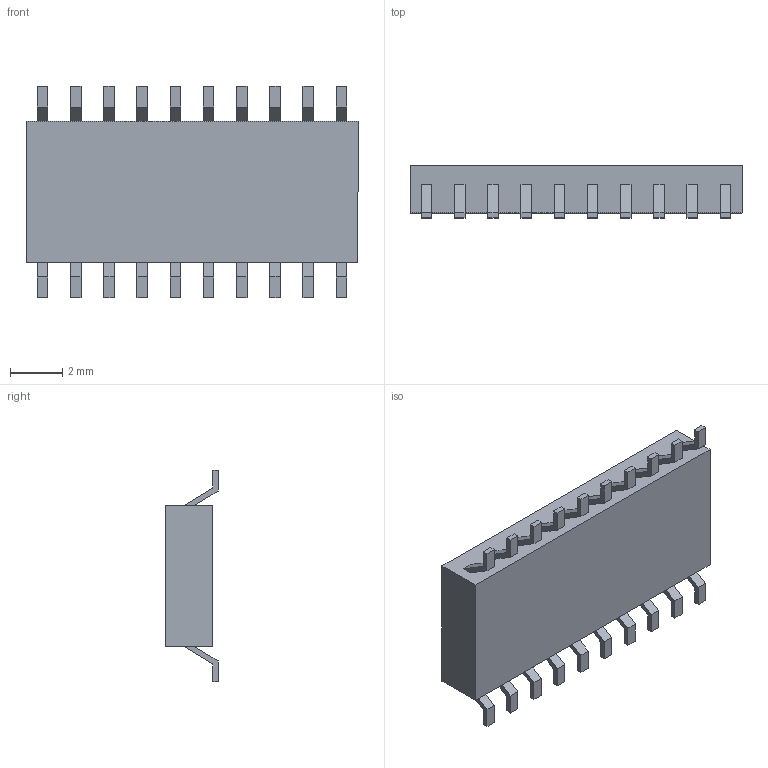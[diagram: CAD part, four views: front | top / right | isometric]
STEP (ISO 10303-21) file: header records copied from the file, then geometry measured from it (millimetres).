
FILE_DESCRIPTION (( 'STEP AP214' ), '1' );
FILE_NAME ('SOP20.STEP', '2016-04-09T07:14:15', ( 'Kapouchima' ), ( '' ), 'SwSTEP 2.0', 'SolidWorks 2015', '' );
FILE_SCHEMA (( 'AUTOMOTIVE_DESIGN' ));
Length unit declared in the file: millimetre
Products named in the file (4): User Library-SOP20_Part_SOP20; SOP20; User Library-SOP20_Assy_SOP20; User Library-SOP20_Fuss_SOP20
Assembly tree (33 placements, depth 3):
  SOP20
    User Library-SOP20_Part_SOP20
    User Library-SOP20_Assy_SOP20  x2
      User Library-SOP20_Fuss_SOP20
Bounding box: 12.7 x 2 x 8.1 mm (x, y, z)
Volume: 132.6 mm3; surface area: 354.3 mm2
Topology: 61 solids, 61 shells, 489 faces, 1098 edges, 732 vertices
Faces by surface type: plane 487, cylinder 2
Entity records: 1017 total; most frequent: DIRECTION 148, CARTESIAN_POINT 114, ORIENTED_EDGE 72, AXIS2_PLACEMENT_3D 58, PRODUCT_DEFINITION_SHAPE 37, EDGE_CURVE 36, ITEM_DEFINED_TRANSFORMATION 33, CONTEXT_DEPENDENT_SHAPE_REPRESENTATION 33
